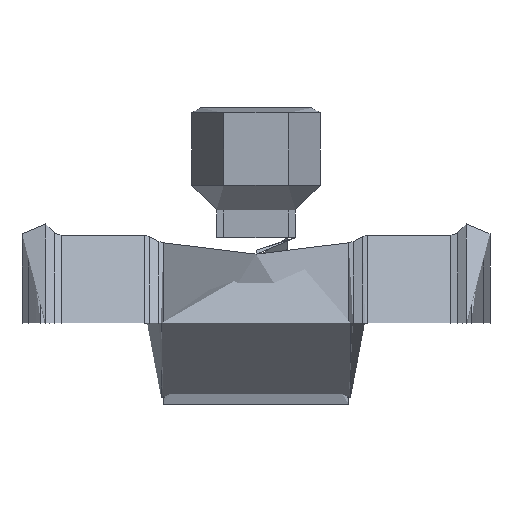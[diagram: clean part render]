
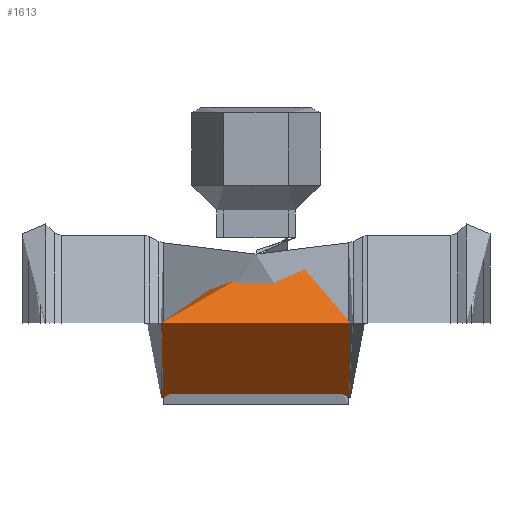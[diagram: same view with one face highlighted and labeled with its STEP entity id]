
A CAD part, front view. The second image highlights one B-rep face of the part: STEP entity #1613.
In plain terms, the highlighted free-form (B-spline) face has degree [1, 2] with [2, 9] control points.
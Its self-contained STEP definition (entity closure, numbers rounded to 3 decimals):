
#400 = VERTEX_POINT('',#401);
#401 = CARTESIAN_POINT('',(57.4,0.,15.9));
#406 = EDGE_CURVE('',#400,#407,#409,.T.);
#407 = VERTEX_POINT('',#408);
#408 = CARTESIAN_POINT('',(50.5,6.9,14.325));
#409 = B_SPLINE_CURVE_WITH_KNOTS('',3,(#410,#411,#412,#413,#414,#415,
    #416,#417,#418,#419,#420,#421,#422,#423,#424,#425,#426,#427,#428,
    #429,#430,#431,#432,#433,#434,#435),.UNSPECIFIED.,.F.,.F.,(4,2,2,2,2
    ,2,2,2,2,2,2,2,4),(1.055,1.319,1.582,
    1.846,2.11,2.374,2.638,
    2.902,3.165,3.429,3.692,
    3.956,4.22),.UNSPECIFIED.);
#410 = CARTESIAN_POINT('',(57.4,0.,15.9));
#411 = CARTESIAN_POINT('',(57.4,-0.879,15.9));
#412 = CARTESIAN_POINT('',(57.222,-1.808,
    15.82));
#413 = CARTESIAN_POINT('',(56.514,-3.505,
    15.533));
#414 = CARTESIAN_POINT('',(55.985,-4.273,
    15.328));
#415 = CARTESIAN_POINT('',(54.772,-5.486,
    14.937));
#416 = CARTESIAN_POINT('',(54.005,-6.014,
    14.724));
#417 = CARTESIAN_POINT('',(52.309,-6.722,
    14.414));
#418 = CARTESIAN_POINT('',(51.38,-6.9,14.325));
#419 = CARTESIAN_POINT('',(49.62,-6.9,14.325));
#420 = CARTESIAN_POINT('',(48.691,-6.722,
    14.414));
#421 = CARTESIAN_POINT('',(46.995,-6.014,
    14.724));
#422 = CARTESIAN_POINT('',(46.228,-5.486,
    14.937));
#423 = CARTESIAN_POINT('',(45.015,-4.273,
    15.328));
#424 = CARTESIAN_POINT('',(44.486,-3.505,
    15.533));
#425 = CARTESIAN_POINT('',(43.778,-1.808,
    15.82));
#426 = CARTESIAN_POINT('',(43.6,-0.879,15.9));
#427 = CARTESIAN_POINT('',(43.6,0.879,15.9));
#428 = CARTESIAN_POINT('',(43.778,1.808,15.82
    ));
#429 = CARTESIAN_POINT('',(44.486,3.505,
    15.533));
#430 = CARTESIAN_POINT('',(45.015,4.273,
    15.328));
#431 = CARTESIAN_POINT('',(46.228,5.486,
    14.937));
#432 = CARTESIAN_POINT('',(46.995,6.014,
    14.724));
#433 = CARTESIAN_POINT('',(48.691,6.722,
    14.414));
#434 = CARTESIAN_POINT('',(49.62,6.9,14.325));
#435 = CARTESIAN_POINT('',(50.5,6.9,14.325));
#437 = EDGE_CURVE('',#407,#400,#438,.T.);
#438 = B_SPLINE_CURVE_WITH_KNOTS('',3,(#439,#440,#441,#442,#443,#444,
    #445,#446,#447,#448),.UNSPECIFIED.,.F.,.F.,(4,2,2,2,4),(0.,
    0.264,0.528,0.792,1.055),
  .UNSPECIFIED.);
#439 = CARTESIAN_POINT('',(50.5,6.9,14.325));
#440 = CARTESIAN_POINT('',(51.38,6.9,14.325));
#441 = CARTESIAN_POINT('',(52.309,6.722,
    14.414));
#442 = CARTESIAN_POINT('',(54.005,6.014,
    14.724));
#443 = CARTESIAN_POINT('',(54.772,5.486,
    14.937));
#444 = CARTESIAN_POINT('',(55.985,4.273,
    15.328));
#445 = CARTESIAN_POINT('',(56.514,3.505,
    15.533));
#446 = CARTESIAN_POINT('',(57.222,1.808,15.82
    ));
#447 = CARTESIAN_POINT('',(57.4,0.879,15.9));
#448 = CARTESIAN_POINT('',(57.4,0.,15.9));
#970 = EDGE_CURVE('',#971,#973,#975,.T.);
#971 = VERTEX_POINT('',#972);
#972 = CARTESIAN_POINT('',(71.,15.9,0.));
#973 = VERTEX_POINT('',#974);
#974 = CARTESIAN_POINT('',(71.,-15.9,0.));
#975 = ( BOUNDED_CURVE() B_SPLINE_CURVE(2,(#976,#977,#978,#979,#980),
.UNSPECIFIED.,.F.,.F.) B_SPLINE_CURVE_WITH_KNOTS((3,2,3),(0.,
1.571,3.142),.UNSPECIFIED.) CURVE() 
GEOMETRIC_REPRESENTATION_ITEM() RATIONAL_B_SPLINE_CURVE((1.,
0.707,1.,0.707,1.)) REPRESENTATION_ITEM('') );
#976 = CARTESIAN_POINT('',(71.,15.9,0.));
#977 = CARTESIAN_POINT('',(71.,15.9,15.9));
#978 = CARTESIAN_POINT('',(71.,0.,15.9));
#979 = CARTESIAN_POINT('',(71.,-15.9,15.9));
#980 = CARTESIAN_POINT('',(71.,-15.9,0.));
#982 = EDGE_CURVE('',#983,#971,#985,.T.);
#983 = VERTEX_POINT('',#984);
#984 = CARTESIAN_POINT('',(71.,0.,-15.9));
#985 = ( BOUNDED_CURVE() B_SPLINE_CURVE(2,(#986,#987,#988),
.UNSPECIFIED.,.F.,.F.) B_SPLINE_CURVE_WITH_KNOTS((3,3),(4.712,
6.283),.PIECEWISE_BEZIER_KNOTS.) CURVE() 
GEOMETRIC_REPRESENTATION_ITEM() RATIONAL_B_SPLINE_CURVE((1.,
0.707,1.)) REPRESENTATION_ITEM('') );
#986 = CARTESIAN_POINT('',(71.,0.,-15.9));
#987 = CARTESIAN_POINT('',(71.,15.9,-15.9));
#988 = CARTESIAN_POINT('',(71.,15.9,0.));
#990 = EDGE_CURVE('',#973,#983,#991,.T.);
#991 = ( BOUNDED_CURVE() B_SPLINE_CURVE(2,(#992,#993,#994),
.UNSPECIFIED.,.F.,.F.) B_SPLINE_CURVE_WITH_KNOTS((3,3),(3.142,
4.712),.PIECEWISE_BEZIER_KNOTS.) CURVE() 
GEOMETRIC_REPRESENTATION_ITEM() RATIONAL_B_SPLINE_CURVE((1.,
0.707,1.)) REPRESENTATION_ITEM('') );
#992 = CARTESIAN_POINT('',(71.,-15.9,0.));
#993 = CARTESIAN_POINT('',(71.,-15.9,-15.9));
#994 = CARTESIAN_POINT('',(71.,0.,-15.9));
#1613 = ADVANCED_FACE('',(#1614,#1651),#1655,.T.);
#1614 = FACE_BOUND('',#1615,.T.);
#1615 = EDGE_LOOP('',(#1616,#1628,#1636,#1641,#1642,#1643,#1644,#1645));
#1616 = ORIENTED_EDGE('',*,*,#1617,.F.);
#1617 = EDGE_CURVE('',#1618,#1620,#1622,.T.);
#1618 = VERTEX_POINT('',#1619);
#1619 = CARTESIAN_POINT('',(30.,15.9,0.));
#1620 = VERTEX_POINT('',#1621);
#1621 = CARTESIAN_POINT('',(30.,-15.9,0.));
#1622 = ( BOUNDED_CURVE() B_SPLINE_CURVE(2,(#1623,#1624,#1625,#1626,
#1627),.UNSPECIFIED.,.F.,.F.) B_SPLINE_CURVE_WITH_KNOTS((3,2,3),(0.,
1.571,3.142),.UNSPECIFIED.) CURVE() 
GEOMETRIC_REPRESENTATION_ITEM() RATIONAL_B_SPLINE_CURVE((1.,
0.707,1.,0.707,1.)) REPRESENTATION_ITEM('') );
#1623 = CARTESIAN_POINT('',(30.,15.9,0.));
#1624 = CARTESIAN_POINT('',(30.,15.9,15.9));
#1625 = CARTESIAN_POINT('',(30.,0.,15.9));
#1626 = CARTESIAN_POINT('',(30.,-15.9,15.9));
#1627 = CARTESIAN_POINT('',(30.,-15.9,0.));
#1628 = ORIENTED_EDGE('',*,*,#1629,.F.);
#1629 = EDGE_CURVE('',#1630,#1618,#1632,.T.);
#1630 = VERTEX_POINT('',#1631);
#1631 = CARTESIAN_POINT('',(30.,0.,-15.9));
#1632 = ( BOUNDED_CURVE() B_SPLINE_CURVE(2,(#1633,#1634,#1635),
.UNSPECIFIED.,.F.,.F.) B_SPLINE_CURVE_WITH_KNOTS((3,3),(4.712,
6.283),.PIECEWISE_BEZIER_KNOTS.) CURVE() 
GEOMETRIC_REPRESENTATION_ITEM() RATIONAL_B_SPLINE_CURVE((1.,
0.707,1.)) REPRESENTATION_ITEM('') );
#1633 = CARTESIAN_POINT('',(30.,0.,-15.9));
#1634 = CARTESIAN_POINT('',(30.,15.9,-15.9));
#1635 = CARTESIAN_POINT('',(30.,15.9,0.));
#1636 = ORIENTED_EDGE('',*,*,#1637,.T.);
#1637 = EDGE_CURVE('',#1630,#983,#1638,.T.);
#1638 = B_SPLINE_CURVE_WITH_KNOTS('',1,(#1639,#1640),.UNSPECIFIED.,.F.,
  .F.,(2,2),(0.,2.579),.PIECEWISE_BEZIER_KNOTS.);
#1639 = CARTESIAN_POINT('',(30.,0.,-15.9));
#1640 = CARTESIAN_POINT('',(71.,0.,-15.9));
#1641 = ORIENTED_EDGE('',*,*,#982,.T.);
#1642 = ORIENTED_EDGE('',*,*,#970,.T.);
#1643 = ORIENTED_EDGE('',*,*,#990,.T.);
#1644 = ORIENTED_EDGE('',*,*,#1637,.F.);
#1645 = ORIENTED_EDGE('',*,*,#1646,.F.);
#1646 = EDGE_CURVE('',#1620,#1630,#1647,.T.);
#1647 = ( BOUNDED_CURVE() B_SPLINE_CURVE(2,(#1648,#1649,#1650),
.UNSPECIFIED.,.F.,.F.) B_SPLINE_CURVE_WITH_KNOTS((3,3),(3.142,
4.712),.PIECEWISE_BEZIER_KNOTS.) CURVE() 
GEOMETRIC_REPRESENTATION_ITEM() RATIONAL_B_SPLINE_CURVE((1.,
0.707,1.)) REPRESENTATION_ITEM('') );
#1648 = CARTESIAN_POINT('',(30.,-15.9,0.));
#1649 = CARTESIAN_POINT('',(30.,-15.9,-15.9));
#1650 = CARTESIAN_POINT('',(30.,0.,-15.9));
#1651 = FACE_BOUND('',#1652,.T.);
#1652 = EDGE_LOOP('',(#1653,#1654));
#1653 = ORIENTED_EDGE('',*,*,#437,.F.);
#1654 = ORIENTED_EDGE('',*,*,#406,.F.);
#1655 = ( BOUNDED_SURFACE() B_SPLINE_SURFACE(1,2,(
    (#1656,#1657,#1658,#1659,#1660,#1661,#1662,#1663,#1664)
    ,(#1665,#1666,#1667,#1668,#1669,#1670,#1671,#1672,#1673
)),.UNSPECIFIED.,.F.,.T.,.F.) B_SPLINE_SURFACE_WITH_KNOTS((2,2),(1,2,2,2
    ,2,2,1),(0.,2.579),(-4.712,-3.142,
    -1.571,0.,1.571,3.142,4.712),
.UNSPECIFIED.) GEOMETRIC_REPRESENTATION_ITEM() RATIONAL_B_SPLINE_SURFACE
((
    (1.,0.707,1.,0.707,1.,0.707,1.
      ,0.707,1.)
    ,(1.,0.707,1.,0.707,1.,0.707,1.
,0.707,1.))) REPRESENTATION_ITEM('') SURFACE() );
#1656 = CARTESIAN_POINT('',(30.,0.,-15.9));
#1657 = CARTESIAN_POINT('',(30.,15.9,-15.9));
#1658 = CARTESIAN_POINT('',(30.,15.9,0.));
#1659 = CARTESIAN_POINT('',(30.,15.9,15.9));
#1660 = CARTESIAN_POINT('',(30.,0.,15.9));
#1661 = CARTESIAN_POINT('',(30.,-15.9,15.9));
#1662 = CARTESIAN_POINT('',(30.,-15.9,0.));
#1663 = CARTESIAN_POINT('',(30.,-15.9,-15.9));
#1664 = CARTESIAN_POINT('',(30.,0.,-15.9));
#1665 = CARTESIAN_POINT('',(71.,0.,-15.9));
#1666 = CARTESIAN_POINT('',(71.,15.9,-15.9));
#1667 = CARTESIAN_POINT('',(71.,15.9,0.));
#1668 = CARTESIAN_POINT('',(71.,15.9,15.9));
#1669 = CARTESIAN_POINT('',(71.,0.,15.9));
#1670 = CARTESIAN_POINT('',(71.,-15.9,15.9));
#1671 = CARTESIAN_POINT('',(71.,-15.9,0.));
#1672 = CARTESIAN_POINT('',(71.,-15.9,-15.9));
#1673 = CARTESIAN_POINT('',(71.,0.,-15.9));
